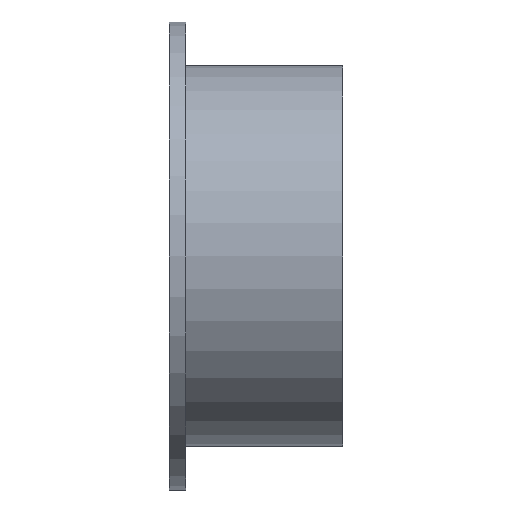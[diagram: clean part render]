
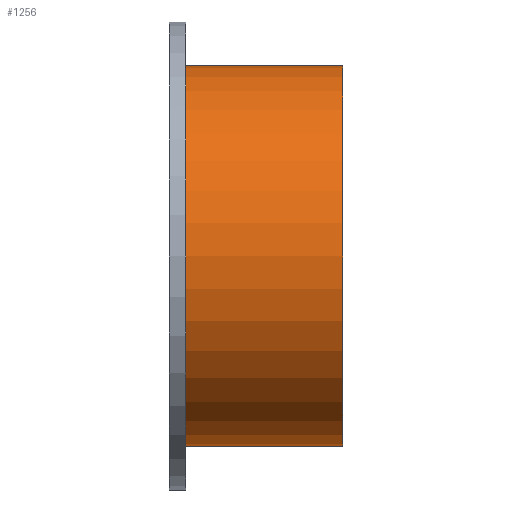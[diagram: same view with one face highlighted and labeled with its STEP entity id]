
A CAD part, left-side view. The second image highlights one B-rep face of the part: STEP entity #1256.
In plain terms, the highlighted cylindrical face has radius 28.5 mm (diameter 57 mm), a partial arc.
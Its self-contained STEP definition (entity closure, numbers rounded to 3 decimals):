
#831=CARTESIAN_POINT('Vertex',(0.,-26.,-28.5)) ;
#833=CARTESIAN_POINT('Vertex',(0.,-26.,28.5)) ;
#836=CARTESIAN_POINT('Axis2P3D Location',(0.,-26.,0.)) ;
#1218=CARTESIAN_POINT('Vertex',(0.,-2.5,-28.5)) ;
#1220=CARTESIAN_POINT('Vertex',(0.,-2.5,28.5)) ;
#1223=CARTESIAN_POINT('Line Origine',(0.,0.,28.5)) ;
#1228=CARTESIAN_POINT('Line Origine',(0.,0.,-28.5)) ;
#1240=CARTESIAN_POINT('Axis2P3D Location',(0.,0.,0.)) ;
#1245=CARTESIAN_POINT('Axis2P3D Location',(0.,-2.5,0.)) ;
#837=DIRECTION('Axis2P3D Direction',(0.,-1.,0.)) ;
#1224=DIRECTION('Vector Direction',(0.,-1.,0.)) ;
#1229=DIRECTION('Vector Direction',(0.,-1.,0.)) ;
#1241=DIRECTION('Axis2P3D Direction',(0.,-1.,-0.)) ;
#1242=DIRECTION('Axis2P3D XDirection',(0.,-0.,1.)) ;
#1246=DIRECTION('Axis2P3D Direction',(0.,-1.,-0.)) ;
#838=AXIS2_PLACEMENT_3D('Circle Axis2P3D',#836,#837,$) ;
#1243=AXIS2_PLACEMENT_3D('Cylinder Axis2P3D',#1240,#1241,#1242) ;
#1247=AXIS2_PLACEMENT_3D('Circle Axis2P3D',#1245,#1246,$) ;
#1251=ORIENTED_EDGE('',*,*,#1227,.F.) ;
#1252=ORIENTED_EDGE('',*,*,#1249,.T.) ;
#1253=ORIENTED_EDGE('',*,*,#1232,.T.) ;
#1254=ORIENTED_EDGE('',*,*,#840,.F.) ;
#1225=VECTOR('Line Direction',#1224,1.) ;
#1230=VECTOR('Line Direction',#1229,1.) ;
#1256=ADVANCED_FACE('\X2\65CB8F6C\X0\2',(#1255),#1244,.T.) ;
#839=CIRCLE('generated circle',#838,28.5) ;
#1248=CIRCLE('generated circle',#1247,28.5) ;
#1244=CYLINDRICAL_SURFACE('generated cylinder',#1243,28.5) ;
#840=EDGE_CURVE('',#834,#832,#839,.T.) ;
#1227=EDGE_CURVE('',#1221,#834,#1226,.T.) ;
#1232=EDGE_CURVE('',#1219,#832,#1231,.T.) ;
#1249=EDGE_CURVE('',#1221,#1219,#1248,.T.) ;
#1250=EDGE_LOOP('',(#1251,#1252,#1253,#1254)) ;
#1255=FACE_OUTER_BOUND('',#1250,.T.) ;
#1226=LINE('Line',#1223,#1225) ;
#1231=LINE('Line',#1228,#1230) ;
#832=VERTEX_POINT('',#831) ;
#834=VERTEX_POINT('',#833) ;
#1219=VERTEX_POINT('',#1218) ;
#1221=VERTEX_POINT('',#1220) ;
